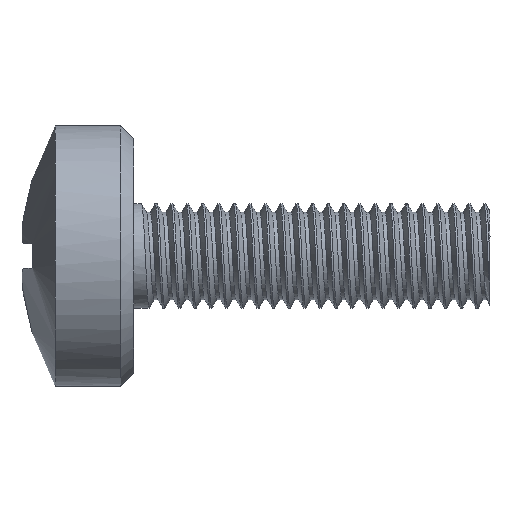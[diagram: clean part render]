
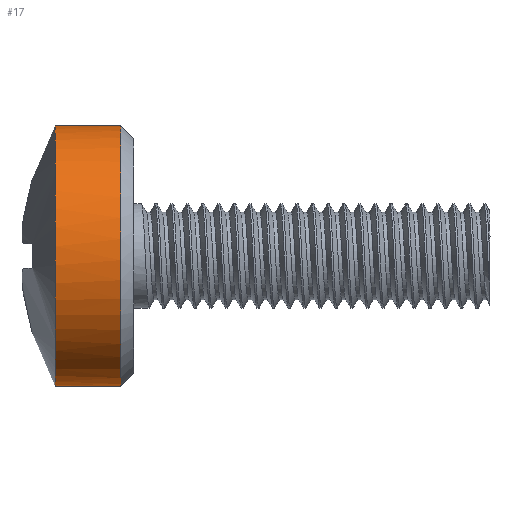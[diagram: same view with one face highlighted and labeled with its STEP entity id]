
A CAD part, front view. The second image highlights one B-rep face of the part: STEP entity #17.
In plain terms, the highlighted free-form (B-spline) face has degree [2, 1] with [7, 2] control points.
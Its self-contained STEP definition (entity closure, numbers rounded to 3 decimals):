
#17 = ADVANCED_FACE('',(#18),#56,.T.);
#18 = FACE_BOUND('',#19,.T.);
#19 = EDGE_LOOP('',(#20,#32,#39,#49,#55));
#20 = ORIENTED_EDGE('',*,*,#21,.T.);
#21 = EDGE_CURVE('',#22,#22,#24,.T.);
#22 = VERTEX_POINT('',#23);
#23 = CARTESIAN_POINT('',(1.519,0.638,4.755));
#24 = ( BOUNDED_CURVE() B_SPLINE_CURVE(2,(#25,#26,#27,#28,#29,#30,#31),
.UNSPECIFIED.,.T.,.F.) B_SPLINE_CURVE_WITH_KNOTS((1,2,2,2,2,1),(
    -2.094,0.,2.094,4.189,6.283,
8.378),.UNSPECIFIED.) CURVE() GEOMETRIC_REPRESENTATION_ITEM() 
RATIONAL_B_SPLINE_CURVE((1.,0.5,1.,0.5,1.,0.5,1.)) REPRESENTATION_ITEM(
  '') );
#25 = CARTESIAN_POINT('',(1.519,0.638,4.755));
#26 = CARTESIAN_POINT('',(1.519,8.759,4.755));
#27 = CARTESIAN_POINT('',(1.519,4.698,-2.279)
  );
#28 = CARTESIAN_POINT('',(1.519,0.638,-9.312)
  );
#29 = CARTESIAN_POINT('',(1.519,-3.423,-2.279
    ));
#30 = CARTESIAN_POINT('',(1.519,-7.483,4.755)
  );
#31 = CARTESIAN_POINT('',(1.519,0.638,4.755));
#32 = ORIENTED_EDGE('',*,*,#33,.T.);
#33 = EDGE_CURVE('',#22,#34,#36,.T.);
#34 = VERTEX_POINT('',#35);
#35 = CARTESIAN_POINT('',(-0.825,0.638,4.755)
  );
#36 = B_SPLINE_CURVE_WITH_KNOTS('',1,(#37,#38),.UNSPECIFIED.,.F.,.F.,(2,
    2),(-2.917,-1.018),.PIECEWISE_BEZIER_KNOTS.);
#37 = CARTESIAN_POINT('',(1.519,0.638,4.755));
#38 = CARTESIAN_POINT('',(-0.825,0.638,4.755)
  );
#39 = ORIENTED_EDGE('',*,*,#40,.F.);
#40 = EDGE_CURVE('',#41,#34,#43,.T.);
#41 = VERTEX_POINT('',#42);
#42 = CARTESIAN_POINT('',(-0.825,5.327,
    0.066));
#43 = ( BOUNDED_CURVE() B_SPLINE_CURVE(2,(#44,#45,#46,#47,#48),
.UNSPECIFIED.,.F.,.F.) B_SPLINE_CURVE_WITH_KNOTS((3,2,3),(1.571
,3.927,6.283),.PIECEWISE_BEZIER_KNOTS.) CURVE() 
GEOMETRIC_REPRESENTATION_ITEM() RATIONAL_B_SPLINE_CURVE((1.,
0.383,1.,0.383,1.)) REPRESENTATION_ITEM('') );
#44 = CARTESIAN_POINT('',(-0.825,5.327,
    0.066));
#45 = CARTESIAN_POINT('',(-0.825,5.327,-11.254
    ));
#46 = CARTESIAN_POINT('',(-0.825,-2.678,
    -3.25));
#47 = CARTESIAN_POINT('',(-0.825,-10.682,4.755)
  );
#48 = CARTESIAN_POINT('',(-0.825,0.638,4.755)
  );
#49 = ORIENTED_EDGE('',*,*,#50,.F.);
#50 = EDGE_CURVE('',#34,#41,#51,.T.);
#51 = ( BOUNDED_CURVE() B_SPLINE_CURVE(2,(#52,#53,#54),.UNSPECIFIED.,.F.
,.F.) B_SPLINE_CURVE_WITH_KNOTS((3,3),(6.283,7.854),
.PIECEWISE_BEZIER_KNOTS.) CURVE() GEOMETRIC_REPRESENTATION_ITEM() 
RATIONAL_B_SPLINE_CURVE((1.,0.707,1.)) REPRESENTATION_ITEM('') 
  );
#52 = CARTESIAN_POINT('',(-0.825,0.638,4.755)
  );
#53 = CARTESIAN_POINT('',(-0.825,5.327,4.755)
  );
#54 = CARTESIAN_POINT('',(-0.825,5.327,
    0.066));
#55 = ORIENTED_EDGE('',*,*,#33,.F.);
#56 = ( BOUNDED_SURFACE() B_SPLINE_SURFACE(2,1,(
    (#57,#58)
    ,(#59,#60)
    ,(#61,#62)
    ,(#63,#64)
    ,(#65,#66)
    ,(#67,#68)
,(#69,#70
    )),.UNSPECIFIED.,.T.,.F.,.F.) B_SPLINE_SURFACE_WITH_KNOTS((1,2,2,2,2
    ,1),(2,2),(-2.094,0.,2.094,4.189,
    6.283,8.378),(-2.917,-1.018),
.UNSPECIFIED.) GEOMETRIC_REPRESENTATION_ITEM() RATIONAL_B_SPLINE_SURFACE
((
    (1.,1.)
    ,(0.5,0.5)
    ,(1.,1.)
    ,(0.5,0.5)
    ,(1.,1.)
    ,(0.5,0.5)
,(1.,1.))) REPRESENTATION_ITEM('') SURFACE() );
#57 = CARTESIAN_POINT('',(1.519,0.638,4.755));
#58 = CARTESIAN_POINT('',(-0.825,0.638,4.755)
  );
#59 = CARTESIAN_POINT('',(1.519,8.759,4.755));
#60 = CARTESIAN_POINT('',(-0.825,8.759,4.755));
#61 = CARTESIAN_POINT('',(1.519,4.698,-2.279)
  );
#62 = CARTESIAN_POINT('',(-0.825,4.698,-2.279
    ));
#63 = CARTESIAN_POINT('',(1.519,0.638,-9.312)
  );
#64 = CARTESIAN_POINT('',(-0.825,0.638,-9.312
    ));
#65 = CARTESIAN_POINT('',(1.519,-3.423,-2.279
    ));
#66 = CARTESIAN_POINT('',(-0.825,-3.423,
    -2.279));
#67 = CARTESIAN_POINT('',(1.519,-7.483,4.755)
  );
#68 = CARTESIAN_POINT('',(-0.825,-7.483,4.755)
  );
#69 = CARTESIAN_POINT('',(1.519,0.638,4.755));
#70 = CARTESIAN_POINT('',(-0.825,0.638,4.755)
  );
